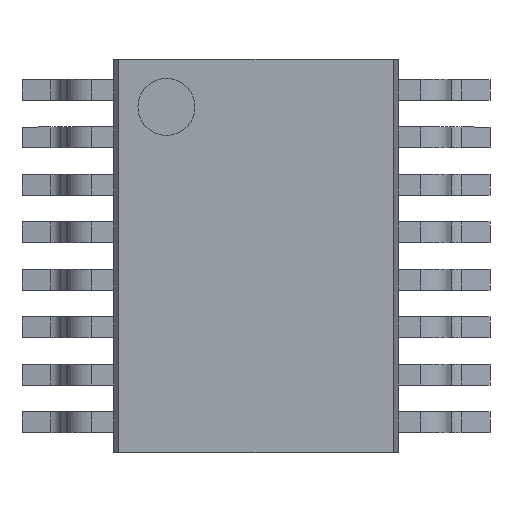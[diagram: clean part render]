
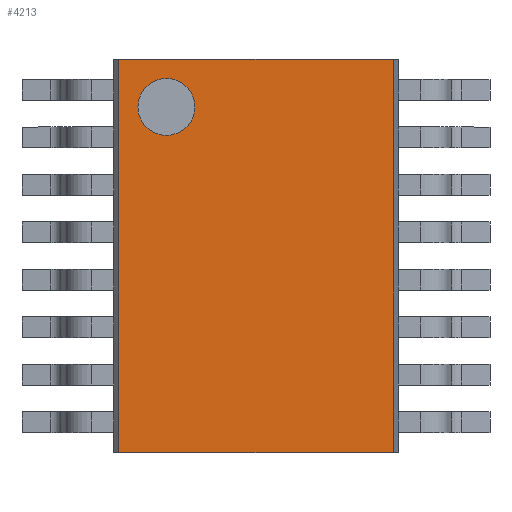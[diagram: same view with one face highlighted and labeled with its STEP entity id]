
A CAD part, top view. The second image highlights one B-rep face of the part: STEP entity #4213.
In plain terms, the highlighted planar face has unit normal (0, 0, 1).
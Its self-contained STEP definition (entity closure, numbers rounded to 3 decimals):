
#36=FACE_BOUND($,#495,.T.);
#39=CIRCLE($,#4495,0.3);
#246=FACE_OUTER_BOUND($,#494,.T.);
#494=EDGE_LOOP($,(#2821,#2822,#2823,#2824));
#495=EDGE_LOOP($,(#2825));
#750=LINE($,#6158,#1246);
#759=LINE($,#6175,#1255);
#763=LINE($,#6188,#1259);
#764=LINE($,#6190,#1260);
#1246=VECTOR($,#4897,2.889);
#1255=VECTOR($,#4910,2.889);
#1259=VECTOR($,#4926,4.14);
#1260=VECTOR($,#4929,4.14);
#1737=VERTEX_POINT($,#6155);
#1738=VERTEX_POINT($,#6157);
#1743=VERTEX_POINT($,#6172);
#1744=VERTEX_POINT($,#6174);
#1747=VERTEX_POINT($,#6182);
#2160=EDGE_CURVE($,#1738,#1737,#750,.T.);
#2169=EDGE_CURVE($,#1744,#1743,#759,.T.);
#2173=EDGE_CURVE($,#1747,#1747,#39,.T.);
#2175=EDGE_CURVE($,#1737,#1744,#763,.T.);
#2176=EDGE_CURVE($,#1738,#1743,#764,.T.);
#2821=ORIENTED_EDGE($,*,*,#2169,.T.);
#2822=ORIENTED_EDGE($,*,*,#2176,.F.);
#2823=ORIENTED_EDGE($,*,*,#2160,.T.);
#2824=ORIENTED_EDGE($,*,*,#2175,.T.);
#2825=ORIENTED_EDGE($,*,*,#2173,.T.);
#4030=PLANE($,#4499);
#4213=ADVANCED_FACE($,(#246,#36),#4030,.T.);
#4495=AXIS2_PLACEMENT_3D($,#6183,#4917,#4918);
#4499=AXIS2_PLACEMENT_3D($,#6189,#4927,#4928);
#4897=DIRECTION($,(1.,0.,0.));
#4910=DIRECTION($,(-1.,0.,0.));
#4917=DIRECTION('center_axis',(0.,0.,-1.));
#4918=DIRECTION('ref_axis',(-1.,0.,0.));
#4926=DIRECTION($,(0.,1.,0.));
#4927=DIRECTION('center_axis',(0.,0.,1.));
#4928=DIRECTION('ref_axis',(1.,0.,0.));
#4929=DIRECTION($,(0.,1.,0.));
#6155=CARTESIAN_POINT('',(1.444,-2.07,1.1));
#6157=CARTESIAN_POINT('',(-1.444,-2.07,1.1));
#6158=CARTESIAN_POINT($,(-1.444,-2.07,1.1));
#6172=CARTESIAN_POINT('',(-1.444,2.07,1.1));
#6174=CARTESIAN_POINT('',(1.444,2.07,1.1));
#6175=CARTESIAN_POINT($,(-1.444,2.07,1.1));
#6182=CARTESIAN_POINT('',(-1.244,1.57,1.1));
#6183=CARTESIAN_POINT('Origin',(-0.944,1.57,1.1));
#6188=CARTESIAN_POINT($,(1.444,-1.03,1.1));
#6189=CARTESIAN_POINT('Origin',(1.444,-1.03,1.1));
#6190=CARTESIAN_POINT($,(-1.444,-1.03,1.1));
